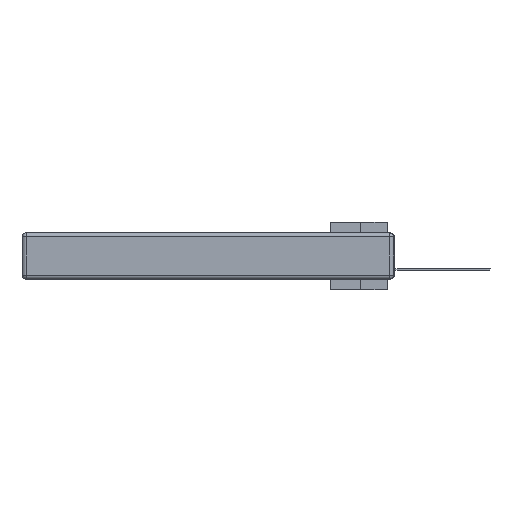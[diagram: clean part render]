
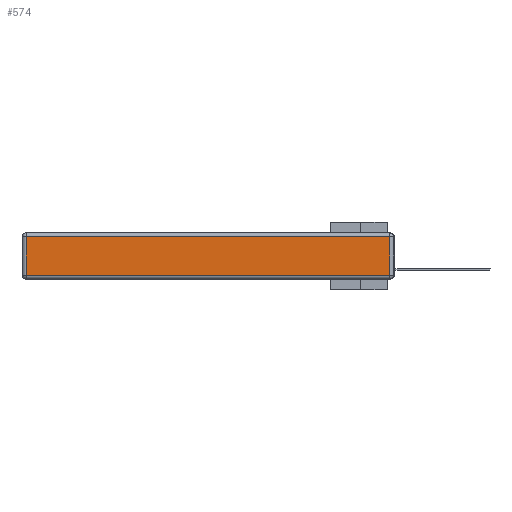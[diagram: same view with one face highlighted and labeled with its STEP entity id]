
A CAD part, left-side view. The second image highlights one B-rep face of the part: STEP entity #574.
In plain terms, the highlighted planar face has unit normal (-1, 0, 0).
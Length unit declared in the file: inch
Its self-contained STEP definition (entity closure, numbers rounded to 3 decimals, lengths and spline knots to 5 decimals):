
#574 = ADVANCED_FACE ( 'NONE', ( #1155 ), #4297, .T. ) ;
#1155 = FACE_OUTER_BOUND ( 'NONE', #2407, .T. ) ;
#1995 = VERTEX_POINT ( 'NONE', #34955 ) ;
#2407 = EDGE_LOOP ( 'NONE', ( #25930, #32256, #35967, #28806 ) ) ;
#2563 = CARTESIAN_POINT ( 'NONE',  ( 0., 2.72, -0.313 ) ) ;
#2578 = DIRECTION ( 'NONE',  ( 0., -1., 0. ) ) ;
#4011 = EDGE_CURVE ( 'NONE', #12313, #4537, #23372, .T. ) ;
#4297 = PLANE ( 'NONE',  #8365 ) ;
#4537 = VERTEX_POINT ( 'NONE', #2563 ) ;
#5488 = CARTESIAN_POINT ( 'NONE',  ( 0., 2.72, -0.343 ) ) ;
#5855 = EDGE_CURVE ( 'NONE', #4537, #20763, #30163, .T. ) ;
#6884 = VECTOR ( 'NONE', #19752, 39.37008 ) ;
#8365 = AXIS2_PLACEMENT_3D ( 'NONE', #23847, #32833, #15710 ) ;
#12313 = VERTEX_POINT ( 'NONE', #15638 ) ;
#12746 = LINE ( 'NONE', #37028, #6884 ) ;
#13561 = VECTOR ( 'NONE', #23244, 39.37008 ) ;
#15638 = CARTESIAN_POINT ( 'NONE',  ( 0., 2.72, -0.03 ) ) ;
#15710 = DIRECTION ( 'NONE',  ( 0., 0., 1. ) ) ;
#16641 = EDGE_CURVE ( 'NONE', #1995, #12313, #29924, .T. ) ;
#17107 = VECTOR ( 'NONE', #2578, 39.37008 ) ;
#19752 = DIRECTION ( 'NONE',  ( 0., 0., 1. ) ) ;
#20763 = VERTEX_POINT ( 'NONE', #32620 ) ;
#23244 = DIRECTION ( 'NONE',  ( 0., 0., -1. ) ) ;
#23372 = LINE ( 'NONE', #5488, #13561 ) ;
#23847 = CARTESIAN_POINT ( 'NONE',  ( 0., 0., -0.343 ) ) ;
#24506 = VECTOR ( 'NONE', #35914, 39.37008 ) ;
#25930 = ORIENTED_EDGE ( 'NONE', *, *, #5855, .T. ) ;
#28806 = ORIENTED_EDGE ( 'NONE', *, *, #4011, .T. ) ;
#29924 = LINE ( 'NONE', #32104, #24506 ) ;
#30163 = LINE ( 'NONE', #37052, #17107 ) ;
#32104 = CARTESIAN_POINT ( 'NONE',  ( 0., 2.75, -0.03 ) ) ;
#32256 = ORIENTED_EDGE ( 'NONE', *, *, #36183, .T. ) ;
#32620 = CARTESIAN_POINT ( 'NONE',  ( 0., 0.03, -0.313 ) ) ;
#32833 = DIRECTION ( 'NONE',  ( -1., 0., 0. ) ) ;
#34955 = CARTESIAN_POINT ( 'NONE',  ( 0., 0.03, -0.03 ) ) ;
#35914 = DIRECTION ( 'NONE',  ( 0., 1., 0. ) ) ;
#35967 = ORIENTED_EDGE ( 'NONE', *, *, #16641, .T. ) ;
#36183 = EDGE_CURVE ( 'NONE', #20763, #1995, #12746, .T. ) ;
#37028 = CARTESIAN_POINT ( 'NONE',  ( 0., 0.03, -0.343 ) ) ;
#37052 = CARTESIAN_POINT ( 'NONE',  ( 0., 0., -0.313 ) ) ;
